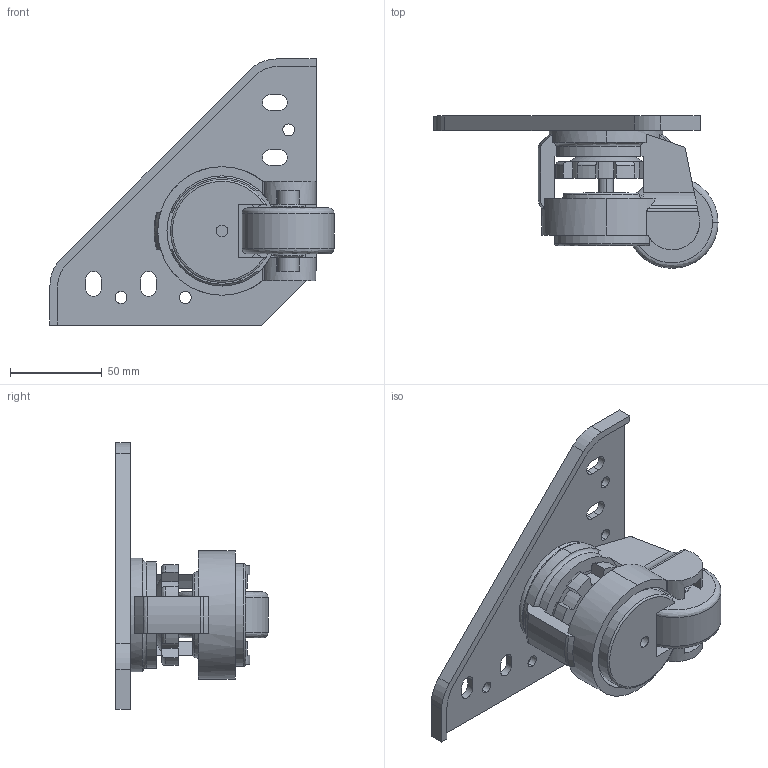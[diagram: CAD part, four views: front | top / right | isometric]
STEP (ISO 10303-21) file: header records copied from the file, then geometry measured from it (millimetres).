
FILE_DESCRIPTION (( 'STEP AP214' ), '1' );
FILE_NAME ('1736145563061.step', '2025-01-06T06:39:25', ( '' ), ( 'Aliyun' ), 'FaSTEP 2.0', 'Forface 3D 2012', '' );
FILE_SCHEMA (( 'AUTOMOTIVE_DESIGN' ));
Length unit declared in the file: millimetre
Products named in the file (1): 1736145563061
Bounding box: 154.69 x 83 x 144.96 mm (x, y, z)
Volume: 267989.8 mm3; surface area: 85068.1 mm2
Topology: 4 solids, 4 shells, 220 faces, 605 edges, 400 vertices
Faces by surface type: cylinder 91, plane 90, bspline 23, cone 16
Entity records: 10421 total; most frequent: CARTESIAN_POINT 2320, ORIENTED_EDGE 1210, DIRECTION 1152, EDGE_CURVE 605, AXIS2_PLACEMENT_3D 422, VERTEX_POINT 400, VECTOR 308, LINE 308
